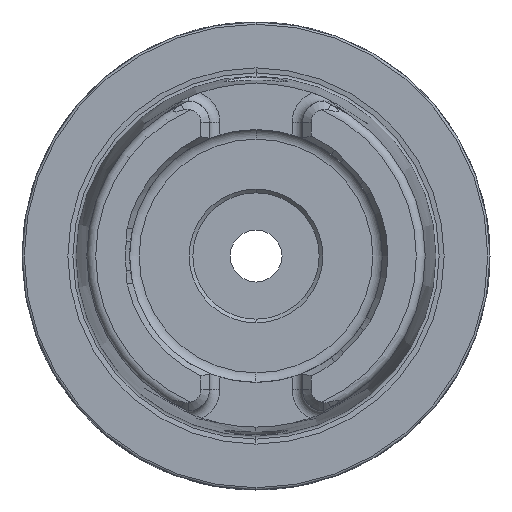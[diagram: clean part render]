
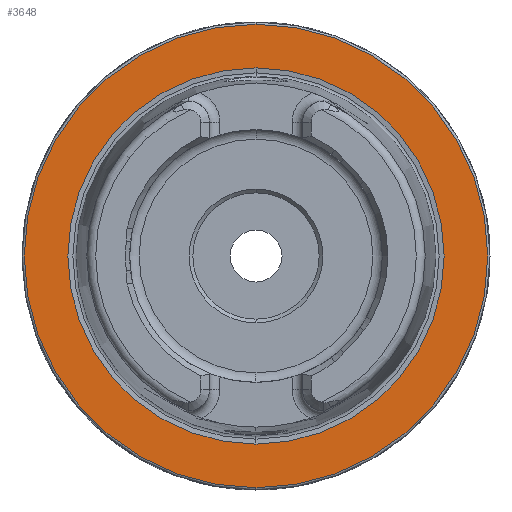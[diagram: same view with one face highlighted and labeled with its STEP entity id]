
A CAD part, left-side view. The second image highlights one B-rep face of the part: STEP entity #3648.
In plain terms, the highlighted planar face has unit normal (-1, 0, 0).
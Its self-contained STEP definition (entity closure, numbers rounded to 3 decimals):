
#275 = FACE_BOUND ( 'NONE', #2446, .T. ) ;
#279 = FACE_OUTER_BOUND ( 'NONE', #2502, .T. ) ;
#779 = EDGE_CURVE ( 'NONE', #2334, #2299, #4692, .T. ) ;
#783 = EDGE_CURVE ( 'NONE', #2313, #2338, #4697, .T. ) ;
#894 = EDGE_CURVE ( 'NONE', #2338, #2313, #4803, .T. ) ;
#895 = EDGE_CURVE ( 'NONE', #2299, #2334, #4804, .T. ) ;
#940 = ORIENTED_EDGE ( 'NONE', *, *, #895, .F. ) ;
#942 = ORIENTED_EDGE ( 'NONE', *, *, #779, .F. ) ;
#943 = ORIENTED_EDGE ( 'NONE', *, *, #783, .T. ) ;
#944 = ORIENTED_EDGE ( 'NONE', *, *, #894, .T. ) ;
#1549 = AXIS2_PLACEMENT_3D ( 'NONE', #2766, #2767, #2768 ) ;
#1552 = AXIS2_PLACEMENT_3D ( 'NONE', #2777, #2778, #2779 ) ;
#1588 = AXIS2_PLACEMENT_3D ( 'NONE', #6921, #6922, #6923 ) ;
#1589 = AXIS2_PLACEMENT_3D ( 'NONE', #6924, #6925, #6926 ) ;
#1908 = CARTESIAN_POINT ( 'NONE',  ( 0., 0., 25.324 ) ) ;
#1919 = CARTESIAN_POINT ( 'NONE',  ( 0., 0., 31.2 ) ) ;
#1940 = CARTESIAN_POINT ( 'NONE',  ( 0., 0., -25.324 ) ) ;
#1944 = CARTESIAN_POINT ( 'NONE',  ( 0., 0., -31.2 ) ) ;
#2299 = VERTEX_POINT ( 'NONE', #1908 ) ;
#2313 = VERTEX_POINT ( 'NONE', #1919 ) ;
#2334 = VERTEX_POINT ( 'NONE', #1940 ) ;
#2338 = VERTEX_POINT ( 'NONE', #1944 ) ;
#2446 = EDGE_LOOP ( 'NONE', ( #940, #942 ) ) ;
#2502 = EDGE_LOOP ( 'NONE', ( #943, #944 ) ) ;
#2766 = CARTESIAN_POINT ( 'NONE',  ( 0., 0., 0. ) ) ;
#2767 = DIRECTION ( 'NONE',  ( -1., 0., 0. ) ) ;
#2768 = DIRECTION ( 'NONE',  ( 0., 0., 1. ) ) ;
#2777 = CARTESIAN_POINT ( 'NONE',  ( 0., 0., 0. ) ) ;
#2778 = DIRECTION ( 'NONE',  ( -1., 0., 0. ) ) ;
#2779 = DIRECTION ( 'NONE',  ( 0., 0., 1. ) ) ;
#3648 = ADVANCED_FACE ( 'NONE', ( #275, #279 ), #6044, .F. ) ;
#4692 = CIRCLE ( 'NONE', #1549, 25.324 ) ;
#4697 = CIRCLE ( 'NONE', #1552, 31.2 ) ;
#4803 = CIRCLE ( 'NONE', #1588, 31.2 ) ;
#4804 = CIRCLE ( 'NONE', #1589, 25.324 ) ;
#6032 = DIRECTION ( 'NONE',  ( 1., 0., 0. ) ) ;
#6042 = CARTESIAN_POINT ( 'NONE',  ( 0., 31.2, 0. ) ) ;
#6044 = PLANE ( 'NONE',  #8473 ) ;
#6046 = DIRECTION ( 'NONE',  ( 0., 0., -1. ) ) ;
#6921 = CARTESIAN_POINT ( 'NONE',  ( 0., 0., 0. ) ) ;
#6922 = DIRECTION ( 'NONE',  ( -1., 0., 0. ) ) ;
#6923 = DIRECTION ( 'NONE',  ( 0., 0., 1. ) ) ;
#6924 = CARTESIAN_POINT ( 'NONE',  ( 0., 0., 0. ) ) ;
#6925 = DIRECTION ( 'NONE',  ( -1., 0., 0. ) ) ;
#6926 = DIRECTION ( 'NONE',  ( 0., 0., 1. ) ) ;
#8473 = AXIS2_PLACEMENT_3D ( 'NONE', #6042, #6032, #6046 ) ;
